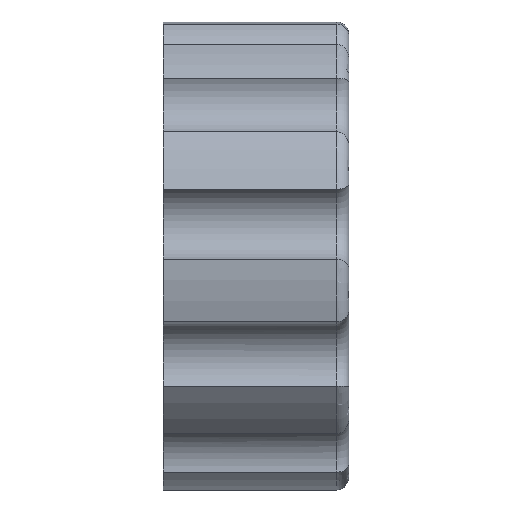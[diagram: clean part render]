
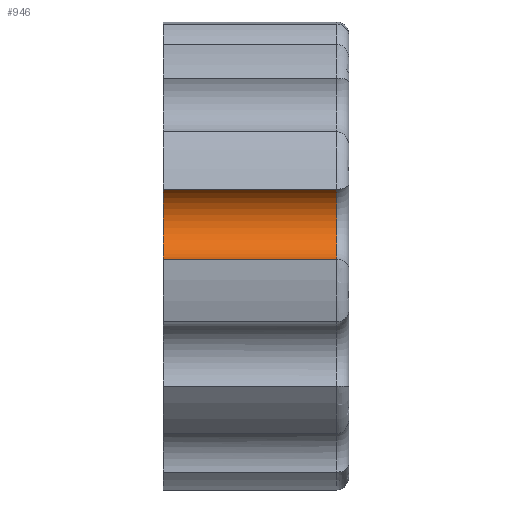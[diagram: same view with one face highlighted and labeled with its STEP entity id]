
A CAD part, left-side view. The second image highlights one B-rep face of the part: STEP entity #946.
In plain terms, the highlighted cylindrical face has radius 1.55 mm (diameter 3.1 mm), a partial arc.
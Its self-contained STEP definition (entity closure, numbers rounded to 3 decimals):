
#30 = LINE ( 'NONE', #599, #1427 ) ;
#46 = AXIS2_PLACEMENT_3D ( 'NONE', #325, #1658, #1621 ) ;
#148 = LINE ( 'NONE', #1804, #955 ) ;
#170 = CARTESIAN_POINT ( 'NONE',  ( -9.898, 0.5, 1.423 ) ) ;
#184 = DIRECTION ( 'NONE',  ( 0., -1., 0. ) ) ;
#313 = CARTESIAN_POINT ( 'NONE',  ( -9.5, 0.5, -0.075 ) ) ;
#325 = CARTESIAN_POINT ( 'NONE',  ( -9.898, 7.5, 1.423 ) ) ;
#424 = AXIS2_PLACEMENT_3D ( 'NONE', #170, #1489, #1548 ) ;
#599 = CARTESIAN_POINT ( 'NONE',  ( -9.5, 3.75, -0.075 ) ) ;
#613 = CARTESIAN_POINT ( 'NONE',  ( -9.5, 7.5, -0.075 ) ) ;
#688 = ORIENTED_EDGE ( 'NONE', *, *, #1258, .T. ) ;
#705 = VERTEX_POINT ( 'NONE', #613 ) ;
#758 = ORIENTED_EDGE ( 'NONE', *, *, #759, .T. ) ;
#759 = EDGE_CURVE ( 'NONE', #776, #1222, #148, .T. ) ;
#776 = VERTEX_POINT ( 'NONE', #1334 ) ;
#778 = DIRECTION ( 'NONE',  ( 0., 0., -1. ) ) ;
#816 = EDGE_CURVE ( 'NONE', #1640, #776, #864, .T. ) ;
#864 = CIRCLE ( 'NONE', #424, 1.55 ) ;
#896 = CIRCLE ( 'NONE', #46, 1.55 ) ;
#916 = CARTESIAN_POINT ( 'NONE',  ( -9.094, 7.5, 2.748 ) ) ;
#917 = DIRECTION ( 'NONE',  ( 0., 1., 0. ) ) ;
#946 = ADVANCED_FACE ( 'NONE', ( #1693 ), #1238, .F. ) ;
#955 = VECTOR ( 'NONE', #917, 1000. ) ;
#1035 = EDGE_LOOP ( 'NONE', ( #1475, #1502, #758, #688 ) ) ;
#1222 = VERTEX_POINT ( 'NONE', #916 ) ;
#1238 = CYLINDRICAL_SURFACE ( 'NONE', #1545, 1.55 ) ;
#1258 = EDGE_CURVE ( 'NONE', #1222, #705, #896, .T. ) ;
#1334 = CARTESIAN_POINT ( 'NONE',  ( -9.094, 0.5, 2.748 ) ) ;
#1352 = DIRECTION ( 'NONE',  ( 0., -1., 0. ) ) ;
#1427 = VECTOR ( 'NONE', #1352, 1000. ) ;
#1475 = ORIENTED_EDGE ( 'NONE', *, *, #1603, .T. ) ;
#1489 = DIRECTION ( 'NONE',  ( 0., -1., 0. ) ) ;
#1502 = ORIENTED_EDGE ( 'NONE', *, *, #816, .T. ) ;
#1545 = AXIS2_PLACEMENT_3D ( 'NONE', #1664, #184, #778 ) ;
#1548 = DIRECTION ( 'NONE',  ( 0., 0., 1. ) ) ;
#1603 = EDGE_CURVE ( 'NONE', #705, #1640, #30, .T. ) ;
#1621 = DIRECTION ( 'NONE',  ( 0.99, 0., -0.142 ) ) ;
#1640 = VERTEX_POINT ( 'NONE', #313 ) ;
#1658 = DIRECTION ( 'NONE',  ( 0., 1., 0. ) ) ;
#1664 = CARTESIAN_POINT ( 'NONE',  ( -9.898, 7.5, 1.423 ) ) ;
#1693 = FACE_OUTER_BOUND ( 'NONE', #1035, .T. ) ;
#1804 = CARTESIAN_POINT ( 'NONE',  ( -9.094, 3.75, 2.748 ) ) ;
